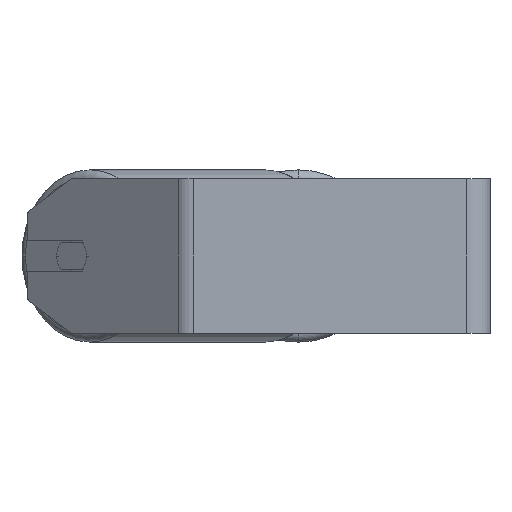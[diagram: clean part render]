
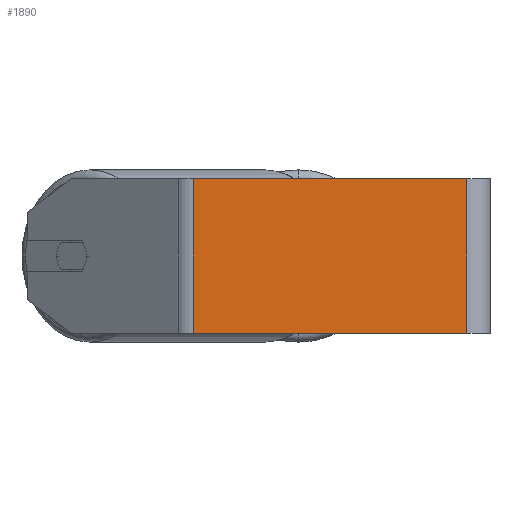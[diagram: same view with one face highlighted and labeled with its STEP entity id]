
A CAD part, left-side view. The second image highlights one B-rep face of the part: STEP entity #1890.
In plain terms, the highlighted planar face has unit normal (-1, 0, 0).
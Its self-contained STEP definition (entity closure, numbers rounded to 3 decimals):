
#18 = ORIENTED_EDGE ( 'NONE', *, *, #1212, .T. ) ;
#353 = CARTESIAN_POINT ( 'NONE',  ( -285., 153.24, -40. ) ) ;
#492 = VECTOR ( 'NONE', #6752, 1000. ) ;
#651 = VERTEX_POINT ( 'NONE', #1696 ) ;
#921 = LINE ( 'NONE', #963, #4909 ) ;
#963 = CARTESIAN_POINT ( 'NONE',  ( -285., 12., 40. ) ) ;
#995 = VECTOR ( 'NONE', #5384, 1000. ) ;
#1212 = EDGE_CURVE ( 'NONE', #5618, #4406, #4059, .T. ) ;
#1362 = CARTESIAN_POINT ( 'NONE',  ( -285., 157.607, -40. ) ) ;
#1681 = ORIENTED_EDGE ( 'NONE', *, *, #7545, .T. ) ;
#1696 = CARTESIAN_POINT ( 'NONE',  ( -285., 12., 40. ) ) ;
#1890 = ADVANCED_FACE ( 'NONE', ( #8684 ), #3188, .F. ) ;
#2118 = ORIENTED_EDGE ( 'NONE', *, *, #5338, .F. ) ;
#2623 = DIRECTION ( 'NONE',  ( 0., 0., -1. ) ) ;
#3002 = EDGE_LOOP ( 'NONE', ( #18, #4194, #2118, #1681 ) ) ;
#3188 = PLANE ( 'NONE',  #4583 ) ;
#3530 = DIRECTION ( 'NONE',  ( 0., 0., -1. ) ) ;
#3584 = CARTESIAN_POINT ( 'NONE',  ( -285., 12., -40. ) ) ;
#3810 = DIRECTION ( 'NONE',  ( 0., -1., 0. ) ) ;
#4059 = LINE ( 'NONE', #1362, #492 ) ;
#4192 = LINE ( 'NONE', #6844, #995 ) ;
#4194 = ORIENTED_EDGE ( 'NONE', *, *, #4780, .F. ) ;
#4216 = VERTEX_POINT ( 'NONE', #8537 ) ;
#4406 = VERTEX_POINT ( 'NONE', #3584 ) ;
#4425 = DIRECTION ( 'NONE',  ( 1., 0., 0. ) ) ;
#4583 = AXIS2_PLACEMENT_3D ( 'NONE', #7310, #4425, #2623 ) ;
#4780 = EDGE_CURVE ( 'NONE', #651, #4406, #921, .T. ) ;
#4909 = VECTOR ( 'NONE', #3530, 1000. ) ;
#5210 = LINE ( 'NONE', #7011, #6194 ) ;
#5338 = EDGE_CURVE ( 'NONE', #4216, #651, #5210, .T. ) ;
#5384 = DIRECTION ( 'NONE',  ( 0., 0., -1. ) ) ;
#5618 = VERTEX_POINT ( 'NONE', #353 ) ;
#6194 = VECTOR ( 'NONE', #3810, 1000. ) ;
#6752 = DIRECTION ( 'NONE',  ( 0., -1., 0. ) ) ;
#6844 = CARTESIAN_POINT ( 'NONE',  ( -285., 153.24, 40. ) ) ;
#7011 = CARTESIAN_POINT ( 'NONE',  ( -285., 157.607, 40. ) ) ;
#7310 = CARTESIAN_POINT ( 'NONE',  ( -285., 157.607, 40. ) ) ;
#7545 = EDGE_CURVE ( 'NONE', #4216, #5618, #4192, .T. ) ;
#8537 = CARTESIAN_POINT ( 'NONE',  ( -285., 153.24, 40. ) ) ;
#8684 = FACE_OUTER_BOUND ( 'NONE', #3002, .T. ) ;
